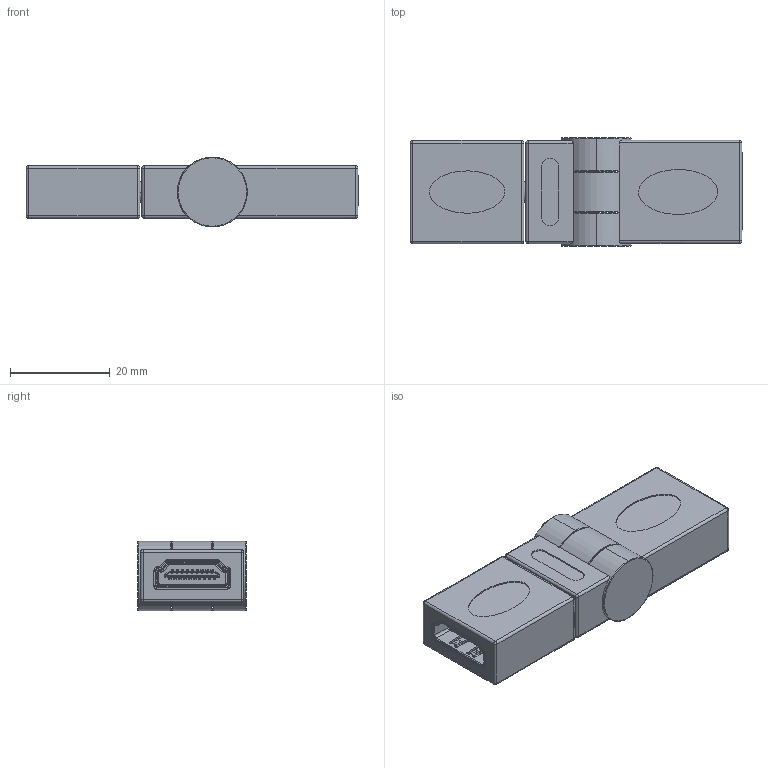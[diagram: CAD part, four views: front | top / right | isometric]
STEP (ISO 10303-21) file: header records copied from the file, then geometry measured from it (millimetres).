
FILE_DESCRIPTION (( 'STEP AP214' ), '1' );
FILE_NAME ('LHDMI-RA-ADP_3D.step', '2023-04-03T19:47:24', ( '' ), ( '' ), 'SwSTEP 2.0', 'SolidWorks 2022', '' );
FILE_SCHEMA (( 'AUTOMOTIVE_DESIGN' ));
Length unit declared in the file: inch
Products named in the file (10): LHDMI-RA-ADP-MA3; AMUXING; LHDMI-RA-ADP_3D; DZ10P; 19PAFJX; LHDMI-RA-ADP-MA2; THT; DZ9P; HDMIAF_ASM; LHDMI-RA-ADP-MA1
Assembly tree (10 placements, depth 3):
  LHDMI-RA-ADP_3D
    LHDMI-RA-ADP-MA1
    LHDMI-RA-ADP-MA2
    LHDMI-RA-ADP-MA3
    HDMIAF_ASM  x2
      19PAFJX
      DZ9P
      DZ10P
      AMUXING
      THT
Bounding box: 66.67 x 21.72 x 14 mm (x, y, z)
Volume: 13920 mm3; surface area: 12014.8 mm2
Topology: 47 solids, 47 shells, 3747 faces, 11020 edges, 7278 vertices
Faces by surface type: plane 2292, cylinder 1367, cone 32, torus 22, bspline 18, sphere 16
Entity records: 66669 total; most frequent: CARTESIAN_POINT 13905, ORIENTED_EDGE 11344, DIRECTION 10209, EDGE_CURVE 5672, VECTOR 3951, LINE 3951, VERTEX_POINT 3743, AXIS2_PLACEMENT_3D 3129
